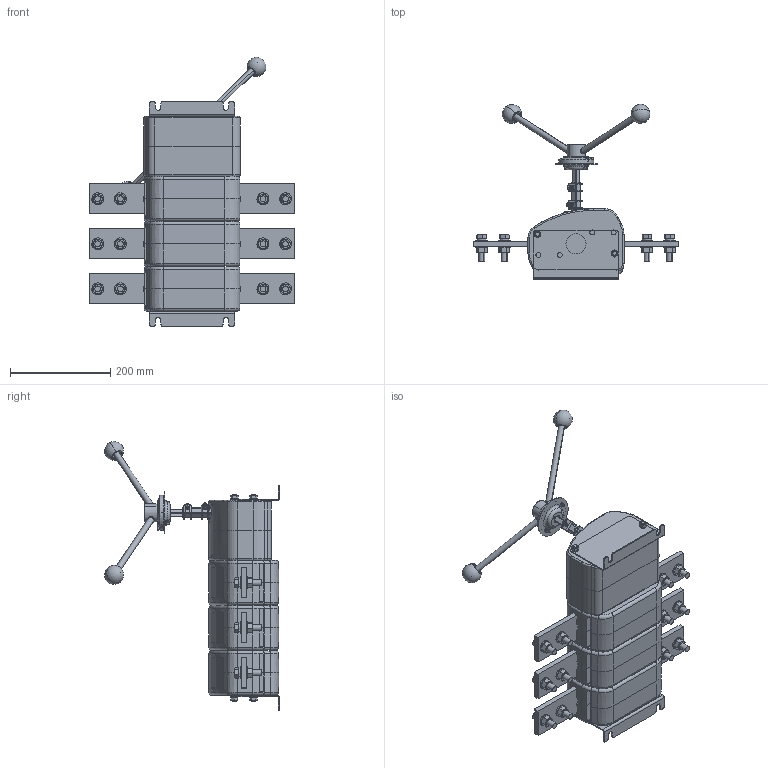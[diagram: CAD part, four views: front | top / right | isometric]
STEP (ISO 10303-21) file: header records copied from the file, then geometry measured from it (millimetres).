
FILE_DESCRIPTION (( 'STEP AP203' ), '1' );
FILE_NAME ('ﾂﾍﾊ-43-31130.STEP', '2015-07-06T11:58:38', ( 'user' ), ( '' ), 'SwSTEP 2.0', 'SolidWorks 2010', '' );
FILE_SCHEMA (( 'CONFIG_CONTROL_DESIGN' ));
Length unit declared in the file: millimetre
Products named in the file (1): ﾂﾍﾊ-43-31130
Bounding box: 411.4 x 349.32 x 537.79 mm (x, y, z)
Surface area: 660693.8 mm2 (no closed solid volume)
Topology: 0 solids, 143 shells, 1035 faces, 3435 edges, 2525 vertices
Faces by surface type: plane 530, cylinder 303, cone 114, torus 64, sphere 20, bspline 4
Entity records: 40506 total; most frequent: CARTESIAN_POINT 11406, DIRECTION 6104, ORIENTED_EDGE 5219, EDGE_CURVE 3425, VERTEX_POINT 2519, AXIS2_PLACEMENT_3D 2273, LINE 1558, VECTOR 1558
